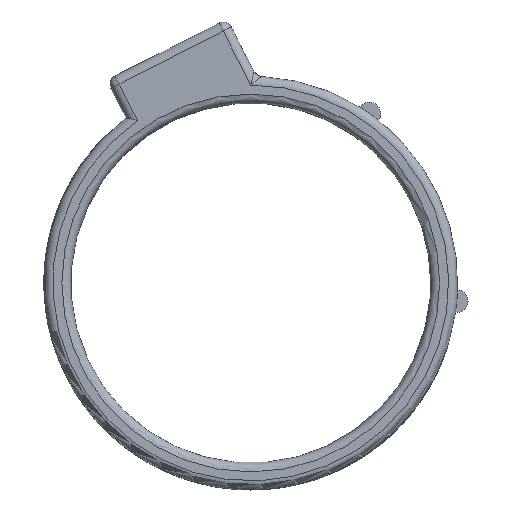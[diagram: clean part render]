
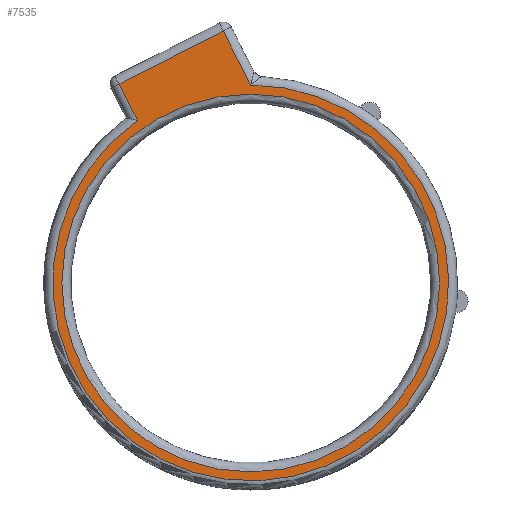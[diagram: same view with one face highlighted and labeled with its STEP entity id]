
A CAD part, top view. The second image highlights one B-rep face of the part: STEP entity #7535.
In plain terms, the highlighted planar face has unit normal (0, 0, 1).
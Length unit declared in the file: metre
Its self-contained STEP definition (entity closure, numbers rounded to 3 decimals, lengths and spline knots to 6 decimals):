
#898=CIRCLE('',#8134,0.021);
#899=CIRCLE('',#8135,0.022);
#1405=ORIENTED_EDGE('',*,*,#3747,.T.);
#1406=ORIENTED_EDGE('',*,*,#3748,.T.);
#1407=ORIENTED_EDGE('',*,*,#3749,.T.);
#1408=ORIENTED_EDGE('',*,*,#3750,.T.);
#1409=ORIENTED_EDGE('',*,*,#3751,.T.);
#3747=EDGE_CURVE('',#4917,#4917,#898,.F.);
#3748=EDGE_CURVE('',#4918,#4919,#5440,.T.);
#3749=EDGE_CURVE('',#4919,#4920,#5441,.T.);
#3750=EDGE_CURVE('',#4920,#4921,#5442,.F.);
#3751=EDGE_CURVE('',#4921,#4918,#899,.T.);
#4917=VERTEX_POINT('',#11312);
#4918=VERTEX_POINT('',#11314);
#4919=VERTEX_POINT('',#11315);
#4920=VERTEX_POINT('',#11317);
#4921=VERTEX_POINT('',#11319);
#5440=LINE('',#11313,#5944);
#5441=LINE('',#11316,#5945);
#5442=LINE('',#11318,#5946);
#5944=VECTOR('',#8909,1.);
#5945=VECTOR('',#8910,1.);
#5946=VECTOR('',#8911,1.);
#6415=EDGE_LOOP('',(#1405));
#6416=EDGE_LOOP('',(#1406,#1407,#1408,#1409));
#6910=FACE_BOUND('',#6415,.T.);
#6911=FACE_BOUND('',#6416,.T.);
#7360=PLANE('',#8133);
#7535=ADVANCED_FACE('',(#6910,#6911),#7360,.T.);
#8133=AXIS2_PLACEMENT_3D('',#11310,#8905,#8906);
#8134=AXIS2_PLACEMENT_3D('',#11311,#8907,#8908);
#8135=AXIS2_PLACEMENT_3D('',#11320,#8912,#8913);
#8905=DIRECTION('',(0.,0.,1.));
#8906=DIRECTION('',(1.,0.,0.));
#8907=DIRECTION('',(0.,0.,1.));
#8908=DIRECTION('',(1.,0.,0.));
#8909=DIRECTION('',(-0.454,0.891,0.));
#8910=DIRECTION('',(-0.891,-0.454,0.));
#8911=DIRECTION('',(-0.454,0.891,0.));
#8912=DIRECTION('',(0.,0.,1.));
#8913=DIRECTION('',(1.,0.,0.));
#11310=CARTESIAN_POINT('',(0.,0.,0.006));
#11311=CARTESIAN_POINT('',(0.,0.,0.006));
#11312=CARTESIAN_POINT('',(0.021,0.,0.006));
#11313=CARTESIAN_POINT('',(-0.003518,0.028905,0.006));
#11314=CARTESIAN_POINT('',(0.,0.022,0.006));
#11315=CARTESIAN_POINT('',(-0.003064,0.028014,0.006));
#11316=CARTESIAN_POINT('',(-0.015539,0.021658,0.006));
#11317=CARTESIAN_POINT('',(-0.014648,0.022112,0.006));
#11318=CARTESIAN_POINT('',(-0.012966,0.018811,0.006));
#11319=CARTESIAN_POINT('',(-0.012578,0.01805,0.006));
#11320=CARTESIAN_POINT('',(0.,0.,0.006));
